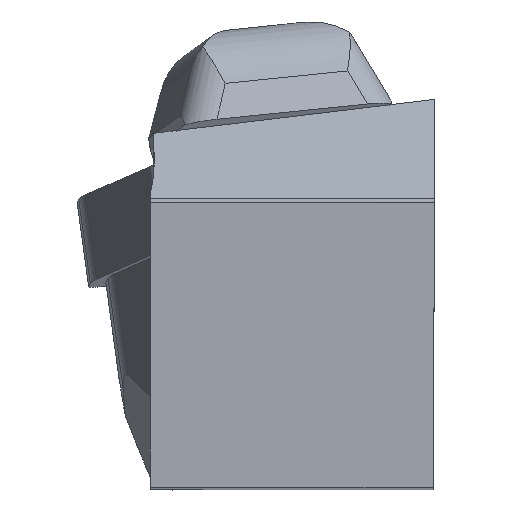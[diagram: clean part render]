
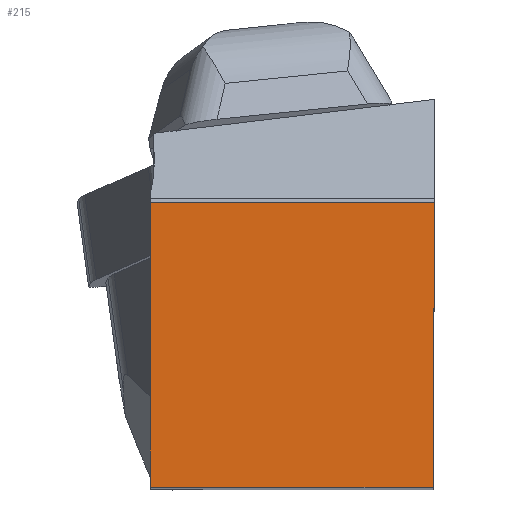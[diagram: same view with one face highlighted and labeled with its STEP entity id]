
A CAD part, top view. The second image highlights one B-rep face of the part: STEP entity #215.
In plain terms, the highlighted planar face has unit normal (0, 0, 1).
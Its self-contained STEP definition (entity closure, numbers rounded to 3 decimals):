
#215=ADVANCED_FACE('CU_BACK_SU1',(#358),#289,.F.);
#289=PLANE('',#1890);
#358=FACE_OUTER_BOUND('',#447,.T.);
#447=EDGE_LOOP('',(#751,#752,#753,#754));
#751=ORIENTED_EDGE('',*,*,#1275,.T.);
#752=ORIENTED_EDGE('',*,*,#1290,.T.);
#753=ORIENTED_EDGE('',*,*,#1313,.T.);
#754=ORIENTED_EDGE('',*,*,#1314,.F.);
#1092=VERTEX_POINT('',#2753);
#1093=VERTEX_POINT('',#2755);
#1104=VERTEX_POINT('',#2781);
#1116=VERTEX_POINT('',#2831);
#1275=EDGE_CURVE('',#1093,#1092,#1483,.T.);
#1290=EDGE_CURVE('',#1092,#1104,#1493,.T.);
#1313=EDGE_CURVE('',#1104,#1116,#1506,.T.);
#1314=EDGE_CURVE('',#1093,#1116,#1507,.T.);
#1483=LINE('',#2754,#1642);
#1493=LINE('',#2782,#1652);
#1506=LINE('',#2830,#1665);
#1507=LINE('',#2832,#1666);
#1642=VECTOR('',#2166,1.);
#1652=VECTOR('',#2188,1.);
#1665=VECTOR('',#2233,1.);
#1666=VECTOR('',#2234,1.);
#1890=AXIS2_PLACEMENT_3D('',#2833,#2235,#2236);
#2166=DIRECTION('',(1.,0.,0.));
#2188=DIRECTION('',(0.004,1.,0.));
#2233=DIRECTION('',(-1.,0.,0.));
#2234=DIRECTION('',(0.,1.,0.));
#2235=DIRECTION('',(0.,0.,-1.));
#2236=DIRECTION('',(0.,-1.,0.));
#2753=CARTESIAN_POINT('',(-0.087,0.,0.));
#2754=CARTESIAN_POINT('',(17.494,0.,0.));
#2755=CARTESIAN_POINT('',(-19.875,0.,0.));
#2781=CARTESIAN_POINT('',(0.,19.875,0.));
#2782=CARTESIAN_POINT('',(0.066,34.951,0.));
#2830=CARTESIAN_POINT('',(17.494,19.875,0.));
#2831=CARTESIAN_POINT('',(-19.875,19.875,0.));
#2832=CARTESIAN_POINT('',(-19.875,34.875,0.));
#2833=CARTESIAN_POINT('',(17.494,34.875,0.));
